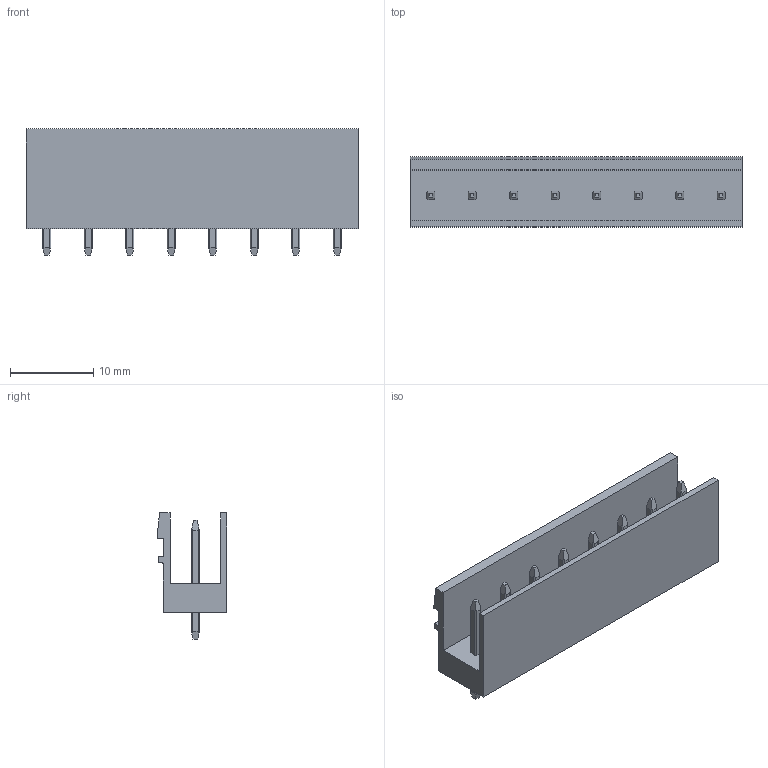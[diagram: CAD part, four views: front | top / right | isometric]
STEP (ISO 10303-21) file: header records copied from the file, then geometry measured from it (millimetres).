
FILE_DESCRIPTION(('CATIA V5 STEP Exchange','CAx-IF Rec.Pracs.--- Model Styling and Organization---1.4--- 2014-01-23'),'2;1');
FILE_NAME ('D1487406_0_1847440000_1847440000.stp','2021-05-18T06:18:25+00:00',('none'),('Weidmueller'),'CATIA Version 5-6 Release 2016 SP3 HF44','CATIA V5 STEP AP214','none');
FILE_SCHEMA(('AUTOMOTIVE_DESIGN { 1 0 10303 214 1 1 1 1 }'));
Length unit declared in the file: millimetre
Products named in the file (1): 1847440000
Bounding box: 40 x 8.43 x 15.2 mm (x, y, z)
Volume: 1760.9 mm3; surface area: 2928 mm2
Topology: 9 solids, 9 shells, 227 faces, 627 edges, 418 vertices
Faces by surface type: plane 161, cylinder 66
Entity records: 7481 total; most frequent: CARTESIAN_POINT 1764, ORIENTED_EDGE 1254, DIRECTION 889, EDGE_CURVE 627, VECTOR 431, LINE 431, VERTEX_POINT 418, AXIS2_PLACEMENT_3D 263
